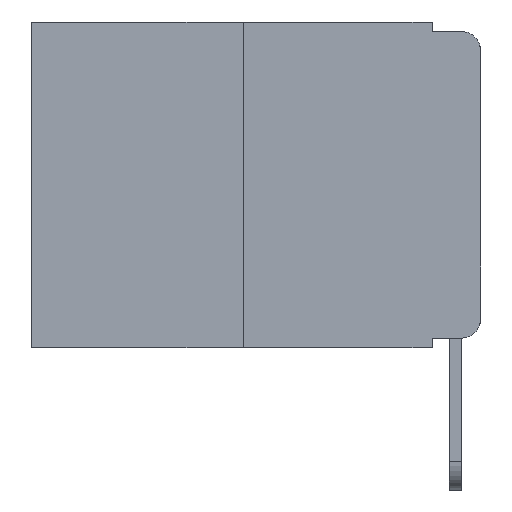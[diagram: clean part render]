
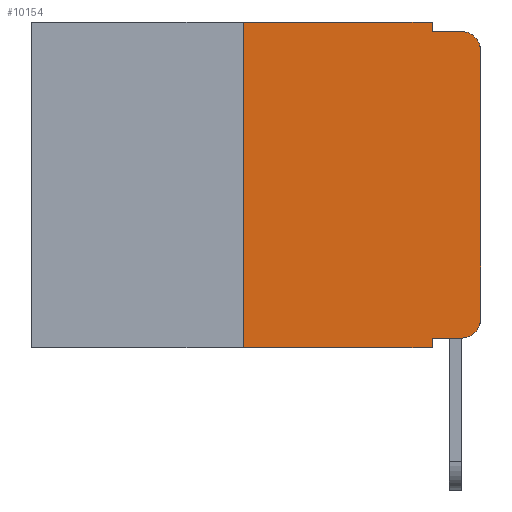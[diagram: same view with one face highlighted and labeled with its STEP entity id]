
A CAD part, left-side view. The second image highlights one B-rep face of the part: STEP entity #10154.
In plain terms, the highlighted planar face has unit normal (-1, 0, 0).
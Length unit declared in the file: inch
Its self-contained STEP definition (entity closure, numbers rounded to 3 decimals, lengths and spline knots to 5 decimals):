
#751 = PLANE ( 'NONE',  #12348 ) ;
#803 = ORIENTED_EDGE ( 'NONE', *, *, #3412, .T. ) ;
#825 = VECTOR ( 'NONE', #6421, 39.37008 ) ;
#1017 = EDGE_CURVE ( 'NONE', #6485, #3640, #4852, .T. ) ;
#1098 = DIRECTION ( 'NONE',  ( -1., 0., 0. ) ) ;
#1635 = CARTESIAN_POINT ( 'NONE',  ( 0., 0.25, 0. ) ) ;
#1779 = DIRECTION ( 'NONE',  ( 0., 0., -1. ) ) ;
#1803 = VERTEX_POINT ( 'NONE', #12948 ) ;
#2856 = EDGE_LOOP ( 'NONE', ( #803, #3282, #3317, #4230, #5107, #5620, #5916, #7566, #8521, #13775 ) ) ;
#2858 = EDGE_CURVE ( 'NONE', #1803, #7448, #7541, .T. ) ;
#2900 = CARTESIAN_POINT ( 'NONE',  ( 0., 0.02, -0.01 ) ) ;
#3282 = ORIENTED_EDGE ( 'NONE', *, *, #16652, .T. ) ;
#3317 = ORIENTED_EDGE ( 'NONE', *, *, #15019, .F. ) ;
#3412 = EDGE_CURVE ( 'NONE', #8730, #15614, #11123, .T. ) ;
#3478 = VECTOR ( 'NONE', #13319, 39.37008 ) ;
#3552 = CARTESIAN_POINT ( 'NONE',  ( 0., 0.473, 0. ) ) ;
#3640 = VERTEX_POINT ( 'NONE', #1635 ) ;
#3647 = LINE ( 'NONE', #10449, #6736 ) ;
#3743 = LINE ( 'NONE', #11244, #6412 ) ;
#3907 = DIRECTION ( 'NONE',  ( 0., 0., 1. ) ) ;
#3957 = VECTOR ( 'NONE', #1779, 39.37008 ) ;
#4230 = ORIENTED_EDGE ( 'NONE', *, *, #15837, .F. ) ;
#4554 = CIRCLE ( 'NONE', #5889, 0.02 ) ;
#4742 = VECTOR ( 'NONE', #3907, 39.37008 ) ;
#4808 = DIRECTION ( 'NONE',  ( 0., 0., -1. ) ) ;
#4852 = LINE ( 'NONE', #7682, #14837 ) ;
#4886 = CARTESIAN_POINT ( 'NONE',  ( 0., 0.051, -0.01 ) ) ;
#5035 = CARTESIAN_POINT ( 'NONE',  ( 0., 0.051, -0.333 ) ) ;
#5107 = ORIENTED_EDGE ( 'NONE', *, *, #5123, .F. ) ;
#5123 = EDGE_CURVE ( 'NONE', #3640, #10082, #3743, .T. ) ;
#5440 = VERTEX_POINT ( 'NONE', #13076 ) ;
#5620 = ORIENTED_EDGE ( 'NONE', *, *, #1017, .F. ) ;
#5635 = CARTESIAN_POINT ( 'NONE',  ( 0., 0.051, -0.343 ) ) ;
#5889 = AXIS2_PLACEMENT_3D ( 'NONE', #9193, #1098, #10568 ) ;
#5916 = ORIENTED_EDGE ( 'NONE', *, *, #16761, .T. ) ;
#6212 = DIRECTION ( 'NONE',  ( 0., 0., -1. ) ) ;
#6249 = DIRECTION ( 'NONE',  ( -1., 0., 0. ) ) ;
#6278 = DIRECTION ( 'NONE',  ( 0., 0., 1. ) ) ;
#6412 = VECTOR ( 'NONE', #12455, 39.37008 ) ;
#6421 = DIRECTION ( 'NONE',  ( 0., -1., 0. ) ) ;
#6485 = VERTEX_POINT ( 'NONE', #10670 ) ;
#6505 = CIRCLE ( 'NONE', #7307, 0.02 ) ;
#6736 = VECTOR ( 'NONE', #6212, 39.37008 ) ;
#7307 = AXIS2_PLACEMENT_3D ( 'NONE', #14051, #6249, #15273 ) ;
#7392 = VERTEX_POINT ( 'NONE', #2900 ) ;
#7448 = VERTEX_POINT ( 'NONE', #5635 ) ;
#7541 = LINE ( 'NONE', #12383, #3957 ) ;
#7566 = ORIENTED_EDGE ( 'NONE', *, *, #2858, .F. ) ;
#7682 = CARTESIAN_POINT ( 'NONE',  ( 0., 0.25, 0. ) ) ;
#7985 = LINE ( 'NONE', #5035, #825 ) ;
#8480 = FACE_OUTER_BOUND ( 'NONE', #2856, .T. ) ;
#8521 = ORIENTED_EDGE ( 'NONE', *, *, #12071, .T. ) ;
#8730 = VERTEX_POINT ( 'NONE', #16150 ) ;
#9193 = CARTESIAN_POINT ( 'NONE',  ( 0., 0.02, -0.313 ) ) ;
#10082 = VERTEX_POINT ( 'NONE', #14945 ) ;
#10154 = ADVANCED_FACE ( 'NONE', ( #8480 ), #751, .F. ) ;
#10449 = CARTESIAN_POINT ( 'NONE',  ( 0., 0.051, 0. ) ) ;
#10482 = VERTEX_POINT ( 'NONE', #4886 ) ;
#10568 = DIRECTION ( 'NONE',  ( 0., 0., -1. ) ) ;
#10659 = LINE ( 'NONE', #12110, #3478 ) ;
#10670 = CARTESIAN_POINT ( 'NONE',  ( 0., 0.25, -0.343 ) ) ;
#10673 = CARTESIAN_POINT ( 'NONE',  ( 0., 0., 0. ) ) ;
#11123 = LINE ( 'NONE', #10673, #4742 ) ;
#11244 = CARTESIAN_POINT ( 'NONE',  ( 0., 0.473, 0. ) ) ;
#11324 = CARTESIAN_POINT ( 'NONE',  ( 0., 0., -0.03 ) ) ;
#11568 = VECTOR ( 'NONE', #15431, 39.37008 ) ;
#11943 = LINE ( 'NONE', #14216, #11568 ) ;
#12071 = EDGE_CURVE ( 'NONE', #1803, #5440, #7985, .T. ) ;
#12110 = CARTESIAN_POINT ( 'NONE',  ( 0., 0.051, -0.01 ) ) ;
#12348 = AXIS2_PLACEMENT_3D ( 'NONE', #3552, #12770, #4808 ) ;
#12383 = CARTESIAN_POINT ( 'NONE',  ( 0., 0.051, 0. ) ) ;
#12455 = DIRECTION ( 'NONE',  ( 0., -1., 0. ) ) ;
#12770 = DIRECTION ( 'NONE',  ( 1., 0., 0. ) ) ;
#12875 = EDGE_CURVE ( 'NONE', #5440, #8730, #4554, .T. ) ;
#12948 = CARTESIAN_POINT ( 'NONE',  ( 0., 0.051, -0.333 ) ) ;
#13076 = CARTESIAN_POINT ( 'NONE',  ( 0., 0.02, -0.333 ) ) ;
#13319 = DIRECTION ( 'NONE',  ( 0., -1., 0. ) ) ;
#13775 = ORIENTED_EDGE ( 'NONE', *, *, #12875, .T. ) ;
#14051 = CARTESIAN_POINT ( 'NONE',  ( 0., 0.02, -0.03 ) ) ;
#14216 = CARTESIAN_POINT ( 'NONE',  ( 0., 0.473, -0.343 ) ) ;
#14837 = VECTOR ( 'NONE', #6278, 39.37008 ) ;
#14945 = CARTESIAN_POINT ( 'NONE',  ( 0., 0.051, 0. ) ) ;
#15019 = EDGE_CURVE ( 'NONE', #10482, #7392, #10659, .T. ) ;
#15273 = DIRECTION ( 'NONE',  ( 0., 0., -1. ) ) ;
#15431 = DIRECTION ( 'NONE',  ( 0., -1., 0. ) ) ;
#15614 = VERTEX_POINT ( 'NONE', #11324 ) ;
#15837 = EDGE_CURVE ( 'NONE', #10082, #10482, #3647, .T. ) ;
#16150 = CARTESIAN_POINT ( 'NONE',  ( 0., 0., -0.313 ) ) ;
#16652 = EDGE_CURVE ( 'NONE', #15614, #7392, #6505, .T. ) ;
#16761 = EDGE_CURVE ( 'NONE', #6485, #7448, #11943, .T. ) ;
